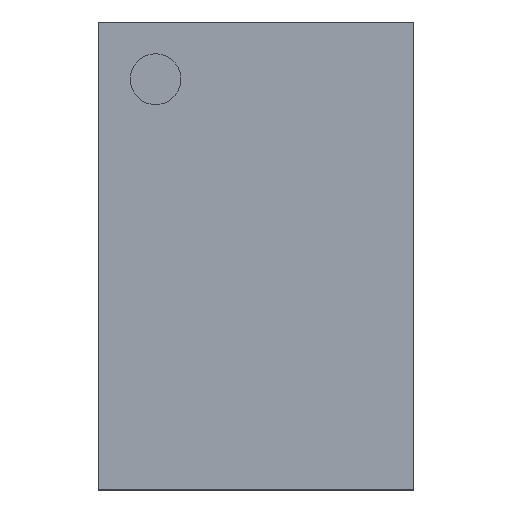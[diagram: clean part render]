
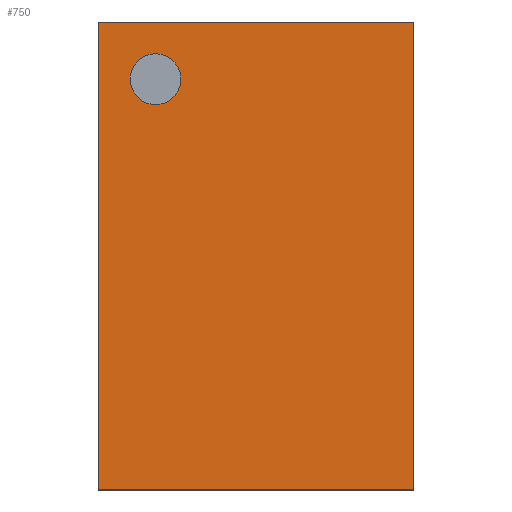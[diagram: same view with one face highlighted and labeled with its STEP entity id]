
A CAD part, top view. The second image highlights one B-rep face of the part: STEP entity #750.
In plain terms, the highlighted planar face has unit normal (0, 0, 1).
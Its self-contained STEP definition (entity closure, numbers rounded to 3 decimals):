
#17=LINE($,#1376,#29);
#20=LINE($,#1382,#32);
#23=LINE($,#1388,#35);
#26=LINE($,#1392,#38);
#29=VECTOR($,#1065,2.48);
#32=VECTOR($,#1070,3.68);
#35=VECTOR($,#1075,2.48);
#38=VECTOR($,#1080,3.68);
#73=FACE_BOUND($,#234,.T.);
#139=FACE_OUTER_BOUND($,#233,.T.);
#233=EDGE_LOOP($,(#564,#565,#566,#567));
#234=EDGE_LOOP($,(#568));
#346=CIRCLE($,#898,0.2);
#404=VERTEX_POINT($,#1366);
#407=VERTEX_POINT($,#1373);
#408=VERTEX_POINT($,#1375);
#410=VERTEX_POINT($,#1381);
#412=VERTEX_POINT($,#1387);
#470=EDGE_CURVE($,#404,#404,#346,.T.);
#473=EDGE_CURVE($,#408,#407,#17,.T.);
#476=EDGE_CURVE($,#410,#408,#20,.T.);
#479=EDGE_CURVE($,#412,#410,#23,.T.);
#482=EDGE_CURVE($,#407,#412,#26,.T.);
#564=ORIENTED_EDGE($,*,*,#482,.T.);
#565=ORIENTED_EDGE($,*,*,#479,.T.);
#566=ORIENTED_EDGE($,*,*,#476,.T.);
#567=ORIENTED_EDGE($,*,*,#473,.T.);
#568=ORIENTED_EDGE($,*,*,#470,.T.);
#685=PLANE($,#905);
#750=ADVANCED_FACE($,(#139,#73),#685,.T.);
#898=AXIS2_PLACEMENT_3D($,#1367,#1057,#1058);
#905=AXIS2_PLACEMENT_3D($,#1394,#1083,#1084);
#1057=DIRECTION('center_axis',(0.,0.,-1.));
#1058=DIRECTION('ref_axis',(-1.,0.,0.));
#1065=DIRECTION($,(1.,0.,0.));
#1070=DIRECTION($,(0.,-1.,0.));
#1075=DIRECTION($,(-1.,0.,0.));
#1080=DIRECTION($,(0.,1.,0.));
#1083=DIRECTION('center_axis',(0.,0.,1.));
#1084=DIRECTION('ref_axis',(1.,0.,0.));
#1366=CARTESIAN_POINT('',(-0.59,1.39,0.68));
#1367=CARTESIAN_POINT('Origin',(-0.79,1.39,0.68));
#1373=CARTESIAN_POINT('',(1.24,-1.84,0.68));
#1375=CARTESIAN_POINT('',(-1.24,-1.84,0.68));
#1376=CARTESIAN_POINT($,(1.24,-1.84,0.68));
#1381=CARTESIAN_POINT('',(-1.24,1.84,0.68));
#1382=CARTESIAN_POINT($,(-1.24,-1.84,0.68));
#1387=CARTESIAN_POINT('',(1.24,1.84,0.68));
#1388=CARTESIAN_POINT($,(-1.24,1.84,0.68));
#1392=CARTESIAN_POINT($,(1.24,1.84,0.68));
#1394=CARTESIAN_POINT('Origin',(0.,0.,0.68));
